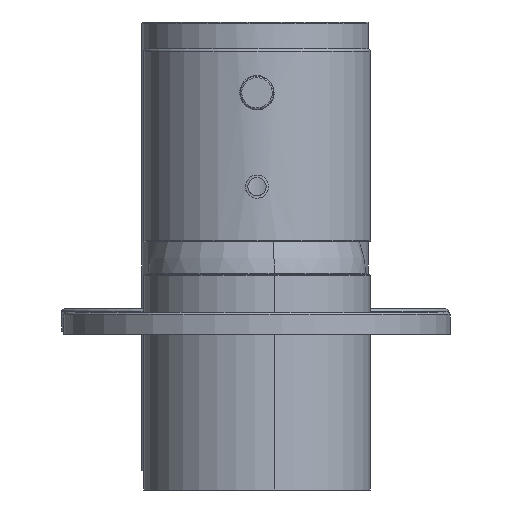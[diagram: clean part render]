
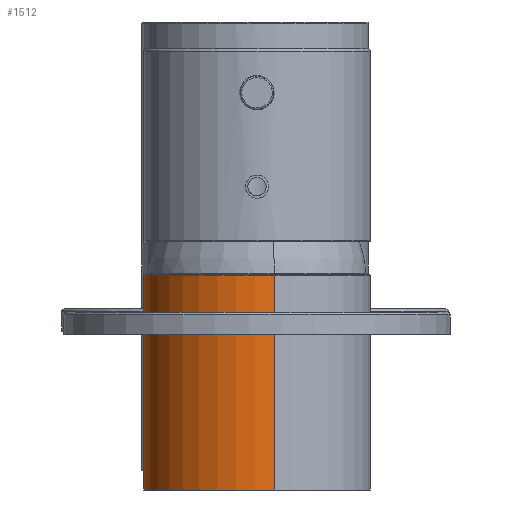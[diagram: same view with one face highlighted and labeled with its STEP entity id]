
A CAD part, front view. The second image highlights one B-rep face of the part: STEP entity #1512.
In plain terms, the highlighted cylindrical face has radius 20.5 mm (diameter 41 mm), a partial arc.
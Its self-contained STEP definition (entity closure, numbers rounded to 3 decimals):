
#6 = EDGE_CURVE ( 'NONE', #7052, #2129, #5801, .T. ) ;
#512 = CARTESIAN_POINT ( 'NONE',  ( 0., 0., -20.5 ) ) ;
#664 = VERTEX_POINT ( 'NONE', #2470 ) ;
#694 = AXIS2_PLACEMENT_3D ( 'NONE', #3433, #4631, #5318 ) ;
#745 = DIRECTION ( 'NONE',  ( 0., -1., 0. ) ) ;
#952 = ORIENTED_EDGE ( 'NONE', *, *, #7794, .T. ) ;
#1512 = ADVANCED_FACE ( 'NONE', ( #3280 ), #6484, .T. ) ;
#2129 = VERTEX_POINT ( 'NONE', #6379 ) ;
#2401 = CARTESIAN_POINT ( 'NONE',  ( 0., 0., 20.5 ) ) ;
#2470 = CARTESIAN_POINT ( 'NONE',  ( 0., 38.8, -20.5 ) ) ;
#2644 = CARTESIAN_POINT ( 'NONE',  ( 0., 0., 0. ) ) ;
#2685 = DIRECTION ( 'NONE',  ( 0., -1., 0. ) ) ;
#2867 = VECTOR ( 'NONE', #8264, 1000. ) ;
#3017 = CARTESIAN_POINT ( 'NONE',  ( 0., 0., 0. ) ) ;
#3280 = FACE_OUTER_BOUND ( 'NONE', #4247, .T. ) ;
#3433 = CARTESIAN_POINT ( 'NONE',  ( 0., 38.8, 0. ) ) ;
#3652 = VERTEX_POINT ( 'NONE', #7925 ) ;
#3698 = EDGE_CURVE ( 'NONE', #3652, #664, #5174, .T. ) ;
#4002 = VECTOR ( 'NONE', #745, 1000. ) ;
#4247 = EDGE_LOOP ( 'NONE', ( #7498, #6469, #952, #8220 ) ) ;
#4566 = AXIS2_PLACEMENT_3D ( 'NONE', #3017, #4972, #5446 ) ;
#4631 = DIRECTION ( 'NONE',  ( 0., -1., 0. ) ) ;
#4642 = LINE ( 'NONE', #512, #4002 ) ;
#4972 = DIRECTION ( 'NONE',  ( 0., -1., 0. ) ) ;
#5174 = CIRCLE ( 'NONE', #694, 20.5 ) ;
#5238 = EDGE_CURVE ( 'NONE', #3652, #7052, #5476, .T. ) ;
#5318 = DIRECTION ( 'NONE',  ( 0., 0., 1. ) ) ;
#5446 = DIRECTION ( 'NONE',  ( 0., 0., -1. ) ) ;
#5476 = LINE ( 'NONE', #2401, #2867 ) ;
#5801 = CIRCLE ( 'NONE', #4566, 20.5 ) ;
#6379 = CARTESIAN_POINT ( 'NONE',  ( 0., 0., -20.5 ) ) ;
#6469 = ORIENTED_EDGE ( 'NONE', *, *, #3698, .T. ) ;
#6484 = CYLINDRICAL_SURFACE ( 'NONE', #6914, 20.5 ) ;
#6914 = AXIS2_PLACEMENT_3D ( 'NONE', #2644, #2685, #7210 ) ;
#7052 = VERTEX_POINT ( 'NONE', #7730 ) ;
#7210 = DIRECTION ( 'NONE',  ( 0., 0., -1. ) ) ;
#7498 = ORIENTED_EDGE ( 'NONE', *, *, #5238, .F. ) ;
#7730 = CARTESIAN_POINT ( 'NONE',  ( 0., 0., 20.5 ) ) ;
#7794 = EDGE_CURVE ( 'NONE', #664, #2129, #4642, .T. ) ;
#7925 = CARTESIAN_POINT ( 'NONE',  ( 0., 38.8, 20.5 ) ) ;
#8220 = ORIENTED_EDGE ( 'NONE', *, *, #6, .F. ) ;
#8264 = DIRECTION ( 'NONE',  ( 0., -1., 0. ) ) ;
